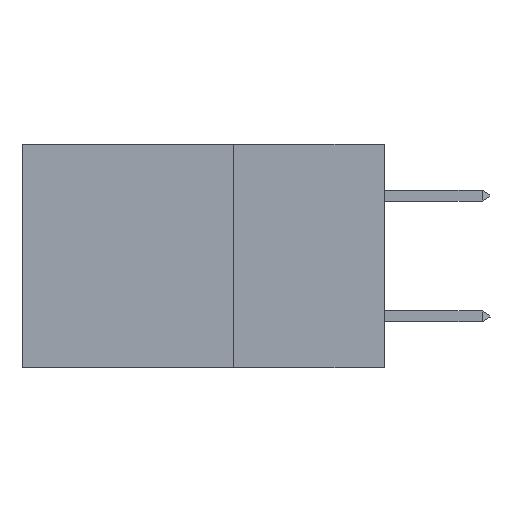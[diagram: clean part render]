
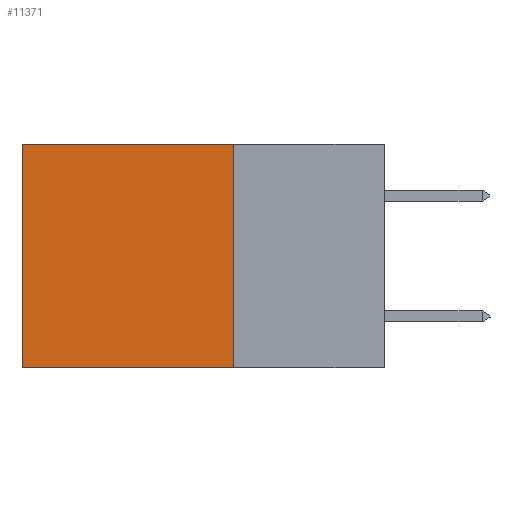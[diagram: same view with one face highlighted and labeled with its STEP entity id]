
A CAD part, left-side view. The second image highlights one B-rep face of the part: STEP entity #11371.
In plain terms, the highlighted planar face has unit normal (-1, 0, 0).
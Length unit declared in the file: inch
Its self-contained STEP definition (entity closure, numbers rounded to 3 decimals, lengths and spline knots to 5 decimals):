
#988 = LINE ( 'NONE', #9785, #17431 ) ;
#1618 = ORIENTED_EDGE ( 'NONE', *, *, #23372, .F. ) ;
#2764 = CARTESIAN_POINT ( 'NONE',  ( 0.2875, 0.6, 0. ) ) ;
#4932 = VERTEX_POINT ( 'NONE', #18447 ) ;
#5583 = EDGE_CURVE ( 'NONE', #18970, #12334, #24354, .T. ) ;
#5777 = ORIENTED_EDGE ( 'NONE', *, *, #14183, .T. ) ;
#6787 = EDGE_LOOP ( 'NONE', ( #15291, #1618, #11269, #5777 ) ) ;
#7380 = EDGE_CURVE ( 'NONE', #22401, #4932, #988, .T. ) ;
#8619 = AXIS2_PLACEMENT_3D ( 'NONE', #26442, #19990, #24446 ) ;
#9143 = CARTESIAN_POINT ( 'NONE',  ( 0.2875, 0.25, 0. ) ) ;
#9357 = DIRECTION ( 'NONE',  ( 0., 0., -1. ) ) ;
#9785 = CARTESIAN_POINT ( 'NONE',  ( 0.2875, 0.25, 0. ) ) ;
#11269 = ORIENTED_EDGE ( 'NONE', *, *, #7380, .F. ) ;
#11371 = ADVANCED_FACE ( 'NONE', ( #13327 ), #15760, .F. ) ;
#12334 = VERTEX_POINT ( 'NONE', #24185 ) ;
#13327 = FACE_OUTER_BOUND ( 'NONE', #6787, .T. ) ;
#14183 = EDGE_CURVE ( 'NONE', #22401, #18970, #18442, .T. ) ;
#14998 = VECTOR ( 'NONE', #18023, 39.37008 ) ;
#15291 = ORIENTED_EDGE ( 'NONE', *, *, #5583, .T. ) ;
#15760 = PLANE ( 'NONE',  #8619 ) ;
#16232 = DIRECTION ( 'NONE',  ( 0., 0., -1. ) ) ;
#17431 = VECTOR ( 'NONE', #9357, 39.37008 ) ;
#18023 = DIRECTION ( 'NONE',  ( 0., 1., 0. ) ) ;
#18442 = LINE ( 'NONE', #9143, #14998 ) ;
#18447 = CARTESIAN_POINT ( 'NONE',  ( 0.2875, 0.25, -0.37 ) ) ;
#18963 = CARTESIAN_POINT ( 'NONE',  ( 0.2875, 0.25, 0. ) ) ;
#18970 = VERTEX_POINT ( 'NONE', #2764 ) ;
#19587 = LINE ( 'NONE', #26175, #23462 ) ;
#19872 = DIRECTION ( 'NONE',  ( 0., 1., 0. ) ) ;
#19990 = DIRECTION ( 'NONE',  ( 1., 0., 0. ) ) ;
#20342 = CARTESIAN_POINT ( 'NONE',  ( 0.2875, 0.6, 0. ) ) ;
#22401 = VERTEX_POINT ( 'NONE', #18963 ) ;
#23372 = EDGE_CURVE ( 'NONE', #4932, #12334, #19587, .T. ) ;
#23462 = VECTOR ( 'NONE', #19872, 39.37008 ) ;
#24185 = CARTESIAN_POINT ( 'NONE',  ( 0.2875, 0.6, -0.37 ) ) ;
#24354 = LINE ( 'NONE', #20342, #24955 ) ;
#24446 = DIRECTION ( 'NONE',  ( 0., 0., -1. ) ) ;
#24955 = VECTOR ( 'NONE', #16232, 39.37008 ) ;
#26175 = CARTESIAN_POINT ( 'NONE',  ( 0.2875, 0.25, -0.37 ) ) ;
#26442 = CARTESIAN_POINT ( 'NONE',  ( 0.2875, 0.25, 0. ) ) ;
